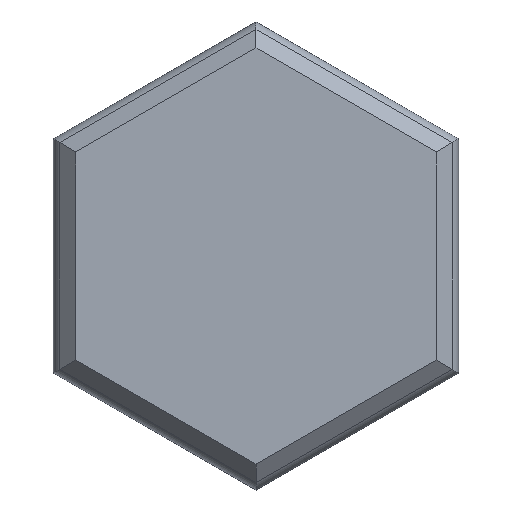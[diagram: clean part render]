
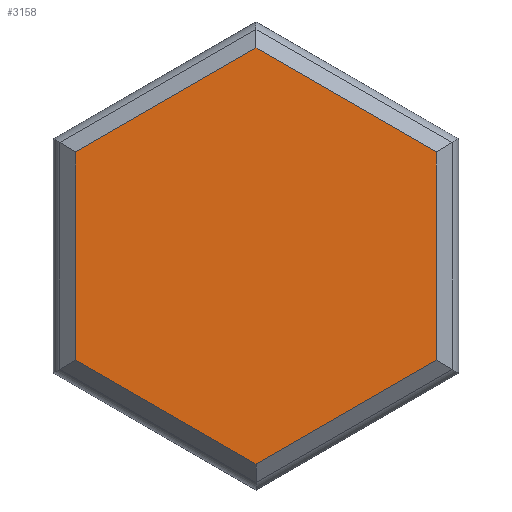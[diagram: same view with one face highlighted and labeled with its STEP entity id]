
A CAD part, top view. The second image highlights one B-rep face of the part: STEP entity #3158.
In plain terms, the highlighted planar face has unit normal (0, 0, 1).
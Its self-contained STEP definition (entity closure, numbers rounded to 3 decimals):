
#2229 = PLANE('',#2230);
#2230 = AXIS2_PLACEMENT_3D('',#2231,#2232,#2233);
#2231 = CARTESIAN_POINT('',(17.5,0.,1.5));
#2232 = DIRECTION('',(-0.707,0.,-0.707));
#2233 = DIRECTION('',(0.,-1.,0.));
#2294 = PLANE('',#2295);
#2295 = AXIS2_PLACEMENT_3D('',#2296,#2297,#2298);
#2296 = CARTESIAN_POINT('',(8.75,-4.763,1.5));
#2297 = DIRECTION('',(-0.354,0.612,-0.707));
#2298 = DIRECTION('',(-0.866,-0.5,-0.));
#2328 = PLANE('',#2329);
#2329 = AXIS2_PLACEMENT_3D('',#2330,#2331,#2332);
#2330 = CARTESIAN_POINT('',(17.75,9.959,1.5));
#2331 = DIRECTION('',(-0.354,-0.612,-0.707));
#2332 = DIRECTION('',(0.866,-0.5,0.
    ));
#2430 = PLANE('',#2431);
#2431 = AXIS2_PLACEMENT_3D('',#2432,#2433,#2434);
#2432 = CARTESIAN_POINT('',(0.25,0.433,1.5));
#2433 = DIRECTION('',(0.354,0.612,-0.707));
#2434 = DIRECTION('',(-0.866,0.5,0.
    ));
#2462 = PLANE('',#2463);
#2463 = AXIS2_PLACEMENT_3D('',#2464,#2465,#2466);
#2464 = CARTESIAN_POINT('',(9.25,15.155,1.5));
#2465 = DIRECTION('',(0.354,-0.612,-0.707));
#2466 = DIRECTION('',(0.866,0.5,0.));
#2529 = PLANE('',#2530);
#2530 = AXIS2_PLACEMENT_3D('',#2531,#2532,#2533);
#2531 = CARTESIAN_POINT('',(0.5,10.392,1.5));
#2532 = DIRECTION('',(0.707,0.,-0.707));
#2533 = DIRECTION('',(0.,1.,0.));
#2857 = VERTEX_POINT('',#2858);
#2858 = CARTESIAN_POINT('',(17.,0.577,2.));
#2881 = VERTEX_POINT('',#2882);
#2882 = CARTESIAN_POINT('',(17.,9.815,2.));
#2903 = EDGE_CURVE('',#2857,#2881,#2904,.T.);
#2904 = SURFACE_CURVE('',#2905,(#2909,#2916),.PCURVE_S1.);
#2905 = LINE('',#2906,#2907);
#2906 = CARTESIAN_POINT('',(17.,0.,2.));
#2907 = VECTOR('',#2908,1.);
#2908 = DIRECTION('',(0.,1.,0.));
#2909 = PCURVE('',#2229,#2910);
#2910 = DEFINITIONAL_REPRESENTATION('',(#2911),#2915);
#2911 = LINE('',#2912,#2913);
#2912 = CARTESIAN_POINT('',(0.,0.707));
#2913 = VECTOR('',#2914,1.);
#2914 = DIRECTION('',(-1.,0.));
#2915 = ( GEOMETRIC_REPRESENTATION_CONTEXT(2) 
PARAMETRIC_REPRESENTATION_CONTEXT() REPRESENTATION_CONTEXT('2D SPACE',''
  ) );
#2916 = PCURVE('',#2917,#2922);
#2917 = PLANE('',#2918);
#2918 = AXIS2_PLACEMENT_3D('',#2919,#2920,#2921);
#2919 = CARTESIAN_POINT('',(9.,5.196,2.));
#2920 = DIRECTION('',(0.,0.,1.));
#2921 = DIRECTION('',(1.,0.,0.));
#2922 = DEFINITIONAL_REPRESENTATION('',(#2923),#2927);
#2923 = LINE('',#2924,#2925);
#2924 = CARTESIAN_POINT('',(8.,-5.196));
#2925 = VECTOR('',#2926,1.);
#2926 = DIRECTION('',(0.,1.));
#2927 = ( GEOMETRIC_REPRESENTATION_CONTEXT(2) 
PARAMETRIC_REPRESENTATION_CONTEXT() REPRESENTATION_CONTEXT('2D SPACE',''
  ) );
#2933 = VERTEX_POINT('',#2934);
#2934 = CARTESIAN_POINT('',(9.,-4.041,2.));
#2957 = EDGE_CURVE('',#2933,#2857,#2958,.T.);
#2958 = SURFACE_CURVE('',#2959,(#2963,#2970),.PCURVE_S1.);
#2959 = LINE('',#2960,#2961);
#2960 = CARTESIAN_POINT('',(8.5,-4.33,2.));
#2961 = VECTOR('',#2962,1.);
#2962 = DIRECTION('',(0.866,0.5,0.));
#2963 = PCURVE('',#2294,#2964);
#2964 = DEFINITIONAL_REPRESENTATION('',(#2965),#2969);
#2965 = LINE('',#2966,#2967);
#2966 = CARTESIAN_POINT('',(0.,0.707));
#2967 = VECTOR('',#2968,1.);
#2968 = DIRECTION('',(-1.,0.));
#2969 = ( GEOMETRIC_REPRESENTATION_CONTEXT(2) 
PARAMETRIC_REPRESENTATION_CONTEXT() REPRESENTATION_CONTEXT('2D SPACE',''
  ) );
#2970 = PCURVE('',#2917,#2971);
#2971 = DEFINITIONAL_REPRESENTATION('',(#2972),#2976);
#2972 = LINE('',#2973,#2974);
#2973 = CARTESIAN_POINT('',(-0.5,-9.526));
#2974 = VECTOR('',#2975,1.);
#2975 = DIRECTION('',(0.866,0.5));
#2976 = ( GEOMETRIC_REPRESENTATION_CONTEXT(2) 
PARAMETRIC_REPRESENTATION_CONTEXT() REPRESENTATION_CONTEXT('2D SPACE',''
  ) );
#2984 = VERTEX_POINT('',#2985);
#2985 = CARTESIAN_POINT('',(9.,14.434,2.));
#3006 = EDGE_CURVE('',#2881,#2984,#3007,.T.);
#3007 = SURFACE_CURVE('',#3008,(#3012,#3019),.PCURVE_S1.);
#3008 = LINE('',#3009,#3010);
#3009 = CARTESIAN_POINT('',(17.5,9.526,2.));
#3010 = VECTOR('',#3011,1.);
#3011 = DIRECTION('',(-0.866,0.5,0.));
#3012 = PCURVE('',#2328,#3013);
#3013 = DEFINITIONAL_REPRESENTATION('',(#3014),#3018);
#3014 = LINE('',#3015,#3016);
#3015 = CARTESIAN_POINT('',(0.,0.707));
#3016 = VECTOR('',#3017,1.);
#3017 = DIRECTION('',(-1.,0.));
#3018 = ( GEOMETRIC_REPRESENTATION_CONTEXT(2) 
PARAMETRIC_REPRESENTATION_CONTEXT() REPRESENTATION_CONTEXT('2D SPACE',''
  ) );
#3019 = PCURVE('',#2917,#3020);
#3020 = DEFINITIONAL_REPRESENTATION('',(#3021),#3025);
#3021 = LINE('',#3022,#3023);
#3022 = CARTESIAN_POINT('',(8.5,4.33));
#3023 = VECTOR('',#3024,1.);
#3024 = DIRECTION('',(-0.866,0.5));
#3025 = ( GEOMETRIC_REPRESENTATION_CONTEXT(2) 
PARAMETRIC_REPRESENTATION_CONTEXT() REPRESENTATION_CONTEXT('2D SPACE',''
  ) );
#3031 = VERTEX_POINT('',#3032);
#3032 = CARTESIAN_POINT('',(1.,0.577,2.));
#3055 = EDGE_CURVE('',#3031,#2933,#3056,.T.);
#3056 = SURFACE_CURVE('',#3057,(#3061,#3068),.PCURVE_S1.);
#3057 = LINE('',#3058,#3059);
#3058 = CARTESIAN_POINT('',(0.5,0.866,2.));
#3059 = VECTOR('',#3060,1.);
#3060 = DIRECTION('',(0.866,-0.5,0.));
#3061 = PCURVE('',#2430,#3062);
#3062 = DEFINITIONAL_REPRESENTATION('',(#3063),#3067);
#3063 = LINE('',#3064,#3065);
#3064 = CARTESIAN_POINT('',(0.,0.707));
#3065 = VECTOR('',#3066,1.);
#3066 = DIRECTION('',(-1.,0.));
#3067 = ( GEOMETRIC_REPRESENTATION_CONTEXT(2) 
PARAMETRIC_REPRESENTATION_CONTEXT() REPRESENTATION_CONTEXT('2D SPACE',''
  ) );
#3068 = PCURVE('',#2917,#3069);
#3069 = DEFINITIONAL_REPRESENTATION('',(#3070),#3074);
#3070 = LINE('',#3071,#3072);
#3071 = CARTESIAN_POINT('',(-8.5,-4.33));
#3072 = VECTOR('',#3073,1.);
#3073 = DIRECTION('',(0.866,-0.5));
#3074 = ( GEOMETRIC_REPRESENTATION_CONTEXT(2) 
PARAMETRIC_REPRESENTATION_CONTEXT() REPRESENTATION_CONTEXT('2D SPACE',''
  ) );
#3082 = VERTEX_POINT('',#3083);
#3083 = CARTESIAN_POINT('',(1.,9.815,2.));
#3104 = EDGE_CURVE('',#2984,#3082,#3105,.T.);
#3105 = SURFACE_CURVE('',#3106,(#3110,#3117),.PCURVE_S1.);
#3106 = LINE('',#3107,#3108);
#3107 = CARTESIAN_POINT('',(9.5,14.722,2.));
#3108 = VECTOR('',#3109,1.);
#3109 = DIRECTION('',(-0.866,-0.5,0.));
#3110 = PCURVE('',#2462,#3111);
#3111 = DEFINITIONAL_REPRESENTATION('',(#3112),#3116);
#3112 = LINE('',#3113,#3114);
#3113 = CARTESIAN_POINT('',(0.,0.707));
#3114 = VECTOR('',#3115,1.);
#3115 = DIRECTION('',(-1.,0.));
#3116 = ( GEOMETRIC_REPRESENTATION_CONTEXT(2) 
PARAMETRIC_REPRESENTATION_CONTEXT() REPRESENTATION_CONTEXT('2D SPACE',''
  ) );
#3117 = PCURVE('',#2917,#3118);
#3118 = DEFINITIONAL_REPRESENTATION('',(#3119),#3123);
#3119 = LINE('',#3120,#3121);
#3120 = CARTESIAN_POINT('',(0.5,9.526));
#3121 = VECTOR('',#3122,1.);
#3122 = DIRECTION('',(-0.866,-0.5));
#3123 = ( GEOMETRIC_REPRESENTATION_CONTEXT(2) 
PARAMETRIC_REPRESENTATION_CONTEXT() REPRESENTATION_CONTEXT('2D SPACE',''
  ) );
#3131 = EDGE_CURVE('',#3082,#3031,#3132,.T.);
#3132 = SURFACE_CURVE('',#3133,(#3137,#3144),.PCURVE_S1.);
#3133 = LINE('',#3134,#3135);
#3134 = CARTESIAN_POINT('',(1.,10.392,2.));
#3135 = VECTOR('',#3136,1.);
#3136 = DIRECTION('',(0.,-1.,0.));
#3137 = PCURVE('',#2529,#3138);
#3138 = DEFINITIONAL_REPRESENTATION('',(#3139),#3143);
#3139 = LINE('',#3140,#3141);
#3140 = CARTESIAN_POINT('',(-0.,0.707));
#3141 = VECTOR('',#3142,1.);
#3142 = DIRECTION('',(-1.,0.));
#3143 = ( GEOMETRIC_REPRESENTATION_CONTEXT(2) 
PARAMETRIC_REPRESENTATION_CONTEXT() REPRESENTATION_CONTEXT('2D SPACE',''
  ) );
#3144 = PCURVE('',#2917,#3145);
#3145 = DEFINITIONAL_REPRESENTATION('',(#3146),#3150);
#3146 = LINE('',#3147,#3148);
#3147 = CARTESIAN_POINT('',(-8.,5.196));
#3148 = VECTOR('',#3149,1.);
#3149 = DIRECTION('',(0.,-1.));
#3150 = ( GEOMETRIC_REPRESENTATION_CONTEXT(2) 
PARAMETRIC_REPRESENTATION_CONTEXT() REPRESENTATION_CONTEXT('2D SPACE',''
  ) );
#3158 = ADVANCED_FACE('',(#3159),#2917,.T.);
#3159 = FACE_BOUND('',#3160,.T.);
#3160 = EDGE_LOOP('',(#3161,#3162,#3163,#3164,#3165,#3166));
#3161 = ORIENTED_EDGE('',*,*,#2957,.T.);
#3162 = ORIENTED_EDGE('',*,*,#2903,.T.);
#3163 = ORIENTED_EDGE('',*,*,#3006,.T.);
#3164 = ORIENTED_EDGE('',*,*,#3104,.T.);
#3165 = ORIENTED_EDGE('',*,*,#3131,.T.);
#3166 = ORIENTED_EDGE('',*,*,#3055,.T.);
